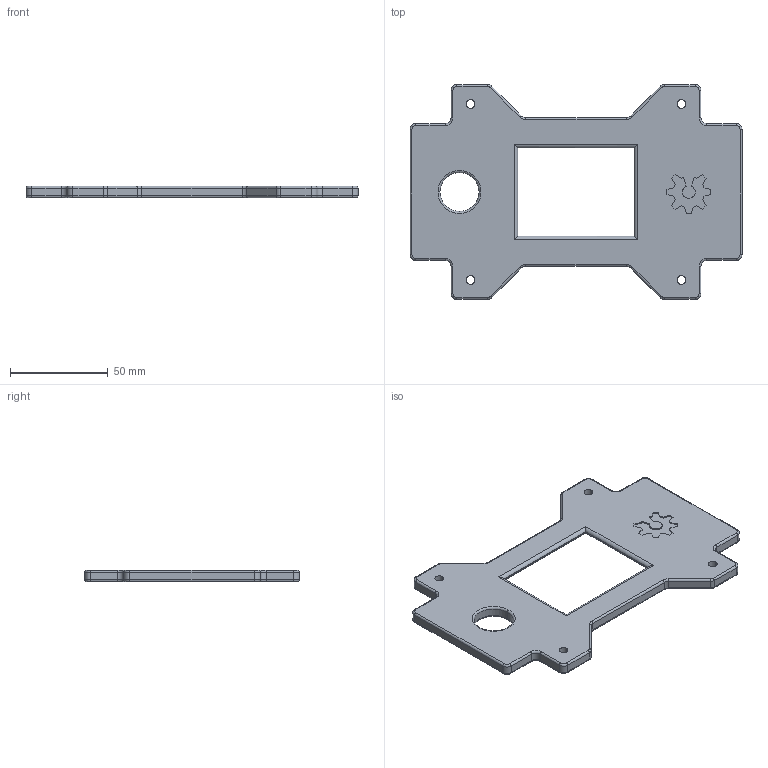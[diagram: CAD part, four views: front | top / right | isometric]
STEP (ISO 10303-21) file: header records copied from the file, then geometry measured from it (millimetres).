
FILE_DESCRIPTION (( 'STEP AP214' ), '1' );
FILE_NAME ('Front_plate.STEP', '2024-08-29T20:01:49', ( '' ), ( '' ), 'SwSTEP 2.0', 'SolidWorks 2024', '' );
FILE_SCHEMA (( 'AUTOMOTIVE_DESIGN' ));
Length unit declared in the file: millimetre
Products named in the file (1): Front_plate
Bounding box: 170 x 110 x 6 mm (x, y, z)
Volume: 63927.7 mm3; surface area: 28082.9 mm2
Topology: 1 solids, 1 shells, 196 faces, 476 edges, 288 vertices
Faces by surface type: cylinder 97, plane 55, torus 44
Entity records: 5769 total; most frequent: DIRECTION 1088, CARTESIAN_POINT 985, ORIENTED_EDGE 952, EDGE_CURVE 476, AXIS2_PLACEMENT_3D 423, VERTEX_POINT 288, LINE 242, VECTOR 242
